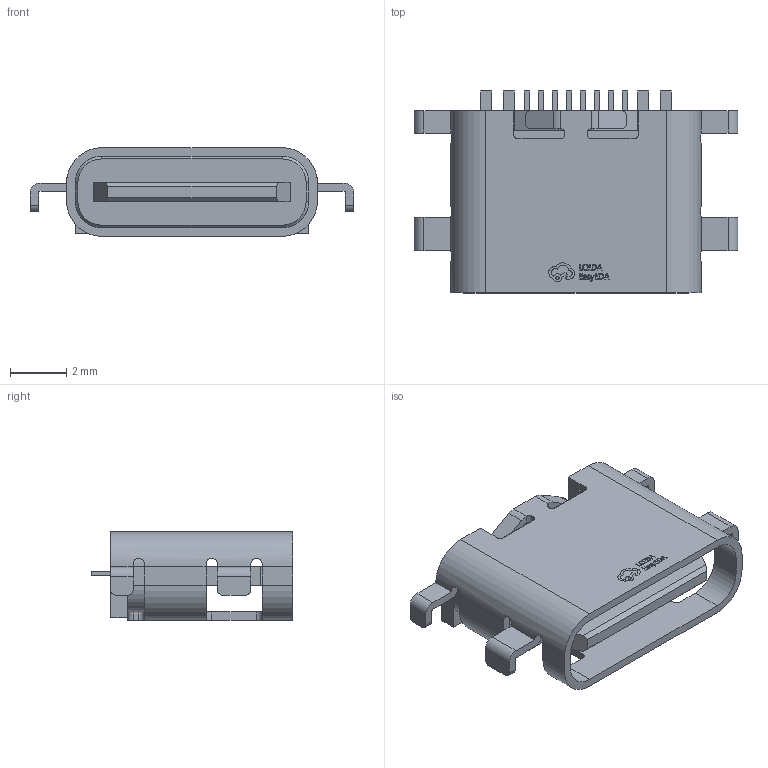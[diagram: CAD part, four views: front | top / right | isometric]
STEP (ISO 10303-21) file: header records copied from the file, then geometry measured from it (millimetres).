
FILE_DESCRIPTION(('FreeCAD Model'),'2;1');
FILE_NAME('Open CASCADE Shape Model','2024-06-18T18:31:01',('Author'),( ''),'Open CASCADE STEP processor 7.5','FreeCAD','Unknown');
FILE_SCHEMA(('AUTOMOTIVE_DESIGN { 1 0 10303 214 1 1 1 1 }'));
Length unit declared in the file: millimetre
Products named in the file (19): PCBModel; IoHQ-USB1; USB-C-SMD_SHOU_TYPE-C-16P-CB1.6; COMPOUND015; COMPOUND; COMPOUND001; COMPOUND002; COMPOUND003; COMPOUND004; COMPOUND005; COMPOUND006; COMPOUND007; COMPOUND008; COMPOUND009; COMPOUND010; COMPOUND011; COMPOUND012; COMPOUND013; COMPOUND014
Assembly tree (18 placements, depth 5):
  PCBModel
    IoHQ-USB1
      USB-C-SMD_SHOU_TYPE-C-16P-CB1.6
        COMPOUND015
          COMPOUND
          COMPOUND001
          COMPOUND002
          COMPOUND003
          COMPOUND004
          COMPOUND005
          COMPOUND006
          COMPOUND007
          COMPOUND008
          COMPOUND009
          COMPOUND010
          COMPOUND011
          COMPOUND012
          COMPOUND013
          COMPOUND014
Bounding box: 11.54 x 7.2 x 3.16 mm (x, y, z)
Volume: 100.6 mm3; surface area: 425.5 mm2
Topology: 15 solids, 15 shells, 528 faces, 1441 edges, 958 vertices
Faces by surface type: plane 340, bspline 112, cylinder 72, cone 4
Entity records: 40493 total; most frequent: CARTESIAN_POINT 11026, DIRECTION 4502, LINE 3263, VECTOR 3263, ORIENTED_EDGE 2882, PCURVE 2882, DEFINITIONAL_REPRESENTATION 2882, EDGE_CURVE 1441
